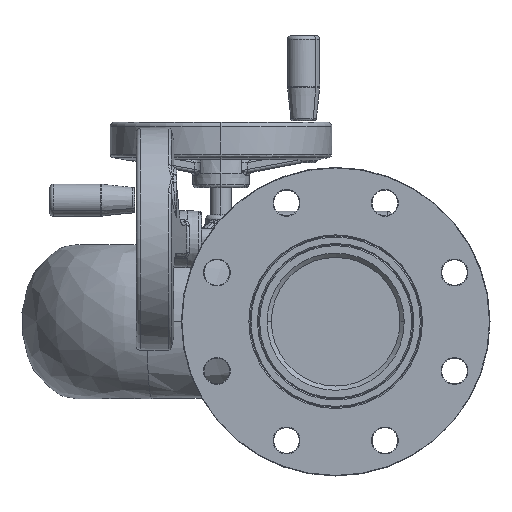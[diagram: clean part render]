
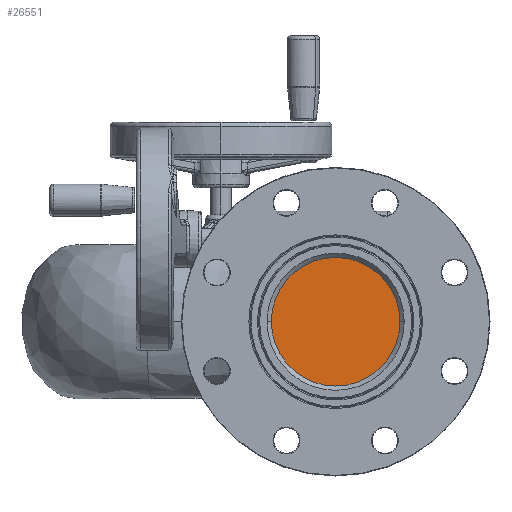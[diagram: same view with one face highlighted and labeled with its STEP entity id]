
A CAD part, front view. The second image highlights one B-rep face of the part: STEP entity #26551.
In plain terms, the highlighted face is planar.
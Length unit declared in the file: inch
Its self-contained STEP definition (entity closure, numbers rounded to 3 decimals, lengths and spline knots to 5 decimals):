
#80 = CARTESIAN_POINT ( 'NONE',  ( 0., -4.31234, 0.21409 ) ) ;
#91 = PLANE ( 'NONE',  #59623 ) ;
#95 = DIRECTION ( 'NONE',  ( 0., 0., 1. ) ) ;
#96 = DIRECTION ( 'NONE',  ( 1., 0., 0. ) ) ;
#9712 = CIRCLE ( 'NONE', #59285, 1.875 ) ;
#20008 = EDGE_CURVE ( 'NONE', #23705, #23706, #36308, .T. ) ;
#23705 = VERTEX_POINT ( 'NONE', #50194 ) ;
#23706 = VERTEX_POINT ( 'NONE', #50195 ) ;
#24740 = EDGE_LOOP ( 'NONE', ( #27560, #27561 ) ) ;
#25827 = EDGE_CURVE ( 'NONE', #23706, #23705, #9712, .T. ) ;
#26233 = AXIS2_PLACEMENT_3D ( 'NONE', #49443, #49447, #49448 ) ;
#26551 = ADVANCED_FACE ( 'NONE', ( #62331 ), #91, .F. ) ;
#27560 = ORIENTED_EDGE ( 'NONE', *, *, #25827, .T. ) ;
#27561 = ORIENTED_EDGE ( 'NONE', *, *, #20008, .T. ) ;
#36308 = CIRCLE ( 'NONE', #26233, 1.875 ) ;
#49443 = CARTESIAN_POINT ( 'NONE',  ( 0., 0., 0.21409 ) ) ;
#49447 = DIRECTION ( 'NONE',  ( 0., 0., -1. ) ) ;
#49448 = DIRECTION ( 'NONE',  ( 1., 0., 0. ) ) ;
#50194 = CARTESIAN_POINT ( 'NONE',  ( 1.875, 0., 0.21409 ) ) ;
#50195 = CARTESIAN_POINT ( 'NONE',  ( -1.875, 0., 0.21409 ) ) ;
#57823 = CARTESIAN_POINT ( 'NONE',  ( 0., 0., 0.21409 ) ) ;
#57830 = DIRECTION ( 'NONE',  ( 0., 0., -1. ) ) ;
#57831 = DIRECTION ( 'NONE',  ( 1., 0., 0. ) ) ;
#59285 = AXIS2_PLACEMENT_3D ( 'NONE', #57823, #57830, #57831 ) ;
#59623 = AXIS2_PLACEMENT_3D ( 'NONE', #80, #95, #96 ) ;
#62331 = FACE_OUTER_BOUND ( 'NONE', #24740, .T. ) ;
